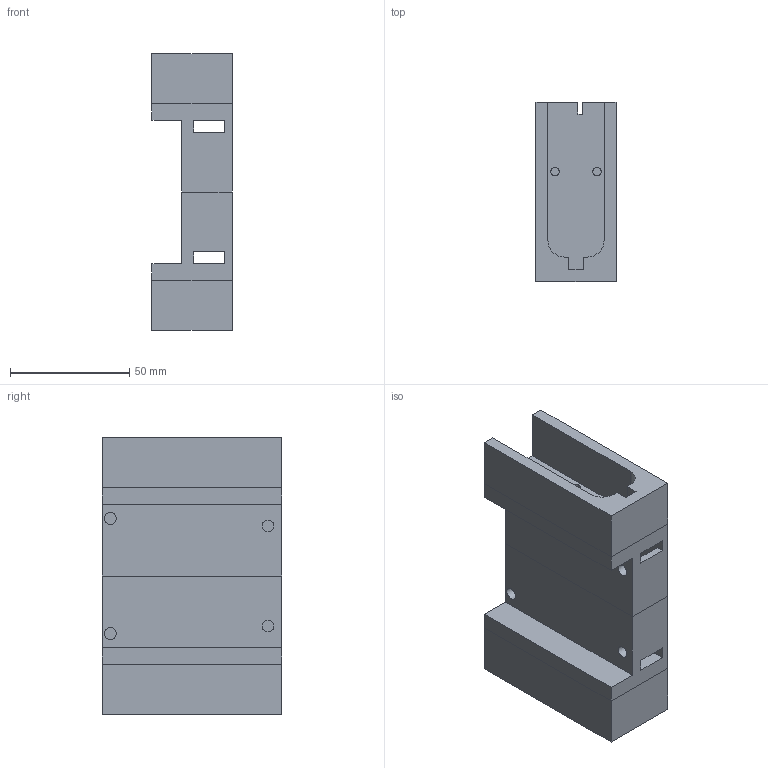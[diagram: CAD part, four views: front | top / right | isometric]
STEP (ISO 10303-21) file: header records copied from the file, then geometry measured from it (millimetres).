
FILE_DESCRIPTION(/* description */ (''),/* implementation_level */ '2;1');
FILE_NAME(/* name */ 'Chassis_30APR2022.step',/* time_stamp */ '2022-04-30T09:25:42-04:00',/* author */ (''),/* organization */ (''),/* preprocessor_version */ 'ST-DEVELOPER v18.1',/* originating_system */ 'Autodesk Translation Framework v10.14.0.1471',/* authorisation */ '');
FILE_SCHEMA (('AUTOMOTIVE_DESIGN { 1 0 10303 214 3 1 1 }'));
Length unit declared in the file: millimetre
Products named in the file (1): Chassis
Bounding box: 33.54 x 75.1 x 116 mm (x, y, z)
Volume: 113755.5 mm3; surface area: 52397.9 mm2
Topology: 4 solids, 4 shells, 76 faces, 198 edges, 132 vertices
Faces by surface type: plane 64, cylinder 12
Full cylindrical faces by diameter (mm): 3.5 x4, 5 x4
Entity records: 2360 total; most frequent: CARTESIAN_POINT 407, ORIENTED_EDGE 396, DIRECTION 376, EDGE_CURVE 198, LINE 174, VECTOR 174, VERTEX_POINT 132, AXIS2_PLACEMENT_3D 101
